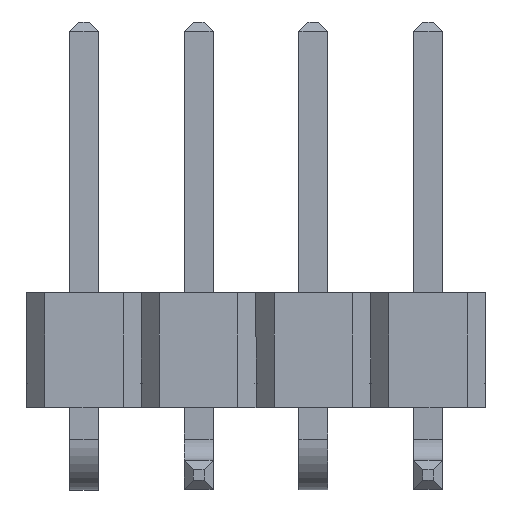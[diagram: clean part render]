
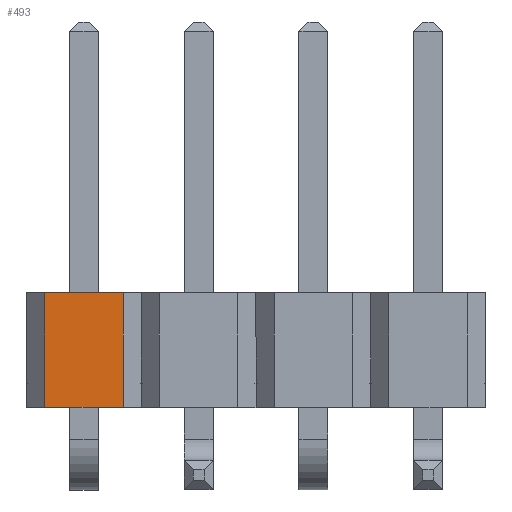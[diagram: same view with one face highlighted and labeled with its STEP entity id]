
A CAD part, top view. The second image highlights one B-rep face of the part: STEP entity #493.
In plain terms, the highlighted planar face has unit normal (0, 0, 1).
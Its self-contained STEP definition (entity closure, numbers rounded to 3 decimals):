
#34 = DIRECTION ( 'NONE',  ( 0., -1., 0. ) ) ;
#90 = VECTOR ( 'NONE', #34, 1000. ) ;
#141 = CARTESIAN_POINT ( 'NONE',  ( -0.87, 0., 1.27 ) ) ;
#151 = VERTEX_POINT ( 'NONE', #1042 ) ;
#184 = DIRECTION ( 'NONE',  ( 1., 0., 0. ) ) ;
#276 = EDGE_CURVE ( 'NONE', #825, #1344, #907, .T. ) ;
#291 = CARTESIAN_POINT ( 'NONE',  ( 0.87, 2.54, 1.27 ) ) ;
#318 = EDGE_CURVE ( 'NONE', #1344, #571, #408, .T. ) ;
#408 = LINE ( 'NONE', #755, #1439 ) ;
#446 = CARTESIAN_POINT ( 'NONE',  ( -0.87, 2.54, 1.27 ) ) ;
#493 = ADVANCED_FACE ( 'NONE', ( #929 ), #644, .F. ) ;
#571 = VERTEX_POINT ( 'NONE', #1205 ) ;
#644 = PLANE ( 'NONE',  #1628 ) ;
#687 = LINE ( 'NONE', #141, #1417 ) ;
#713 = DIRECTION ( 'NONE',  ( 1., 0., 0. ) ) ;
#755 = CARTESIAN_POINT ( 'NONE',  ( 0.87, 2.54, 1.27 ) ) ;
#825 = VERTEX_POINT ( 'NONE', #992 ) ;
#865 = DIRECTION ( 'NONE',  ( 0., -1., 0. ) ) ;
#890 = ORIENTED_EDGE ( 'NONE', *, *, #910, .T. ) ;
#907 = LINE ( 'NONE', #446, #973 ) ;
#910 = EDGE_CURVE ( 'NONE', #825, #151, #1118, .T. ) ;
#929 = FACE_OUTER_BOUND ( 'NONE', #1071, .T. ) ;
#973 = VECTOR ( 'NONE', #184, 1000. ) ;
#992 = CARTESIAN_POINT ( 'NONE',  ( -0.87, 2.54, 1.27 ) ) ;
#1007 = CARTESIAN_POINT ( 'NONE',  ( -0.87, 2.54, 1.27 ) ) ;
#1042 = CARTESIAN_POINT ( 'NONE',  ( -0.87, 0., 1.27 ) ) ;
#1071 = EDGE_LOOP ( 'NONE', ( #1580, #1308, #1402, #890 ) ) ;
#1118 = LINE ( 'NONE', #1007, #90 ) ;
#1205 = CARTESIAN_POINT ( 'NONE',  ( 0.87, 0., 1.27 ) ) ;
#1221 = DIRECTION ( 'NONE',  ( -1., 0., 0. ) ) ;
#1308 = ORIENTED_EDGE ( 'NONE', *, *, #318, .F. ) ;
#1344 = VERTEX_POINT ( 'NONE', #291 ) ;
#1402 = ORIENTED_EDGE ( 'NONE', *, *, #276, .F. ) ;
#1417 = VECTOR ( 'NONE', #713, 1000. ) ;
#1439 = VECTOR ( 'NONE', #865, 1000. ) ;
#1481 = EDGE_CURVE ( 'NONE', #151, #571, #687, .T. ) ;
#1484 = DIRECTION ( 'NONE',  ( 0., 0., -1. ) ) ;
#1580 = ORIENTED_EDGE ( 'NONE', *, *, #1481, .T. ) ;
#1628 = AXIS2_PLACEMENT_3D ( 'NONE', #1739, #1484, #1221 ) ;
#1739 = CARTESIAN_POINT ( 'NONE',  ( -0.87, 2.54, 1.27 ) ) ;
